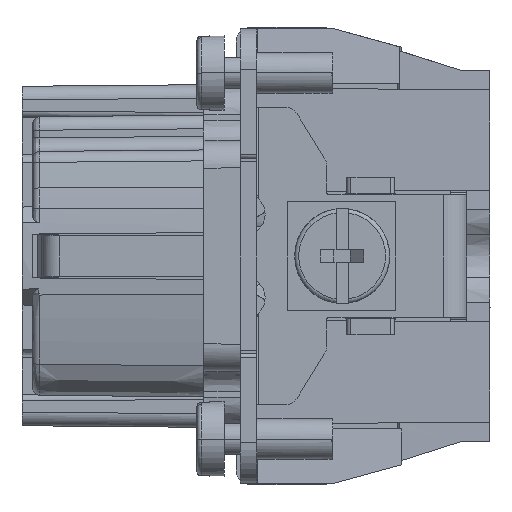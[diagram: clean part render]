
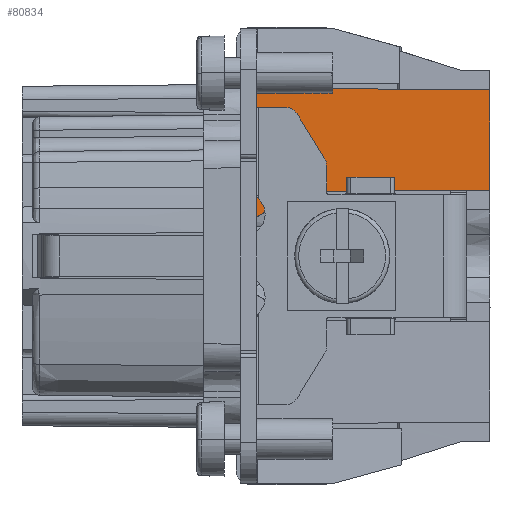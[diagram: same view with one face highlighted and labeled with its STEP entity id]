
A CAD part, left-side view. The second image highlights one B-rep face of the part: STEP entity #80834.
In plain terms, the highlighted planar face has unit normal (-1, -0.009, 0).
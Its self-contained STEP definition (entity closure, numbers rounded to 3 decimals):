
#8275=DIRECTION('',(-0.009,1.,0.009));
#8276=VECTOR('',#8275,17.41);
#8277=CARTESIAN_POINT('',(-31.494,-18.4,12.239));
#8278=LINE('',#8277,#8276);
#12822=DIRECTION('',(-0.009,1.,-0.009));
#12823=VECTOR('',#12822,15.851);
#12824=CARTESIAN_POINT('',(-31.494,-18.4,4.861));
#12825=LINE('',#12824,#12823);
#12826=CARTESIAN_POINT('',(-31.646,-0.997,
4.241));
#12827=CARTESIAN_POINT('',(-31.646,-0.997,
3.744));
#12828=CARTESIAN_POINT('',(-31.646,-1.,3.247));
#12829=CARTESIAN_POINT('',(-31.646,-1.,2.75));
#12831=DIRECTION('',(0.,0.001,1.));
#12832=VECTOR('',#12831,8.15);
#12833=CARTESIAN_POINT('',(-31.646,-0.997,
4.241));
#12834=LINE('',#12833,#12832);
#12898=DIRECTION('',(0.,0.,1.));
#12899=VECTOR('',#12898,7.379);
#12900=CARTESIAN_POINT('',(-31.494,-18.4,4.861));
#12901=LINE('',#12900,#12899);
#18296=DIRECTION('',(0.,0.,-1.));
#18297=VECTOR('',#18296,1.072);
#18298=CARTESIAN_POINT('',(-31.633,-2.55,4.722));
#18299=LINE('',#18298,#18297);
#21652=DIRECTION('',(-0.008,0.865,-0.502));
#21653=VECTOR('',#21652,1.792);
#21654=CARTESIAN_POINT('',(-31.633,-2.55,3.65));
#21655=LINE('',#21654,#21653);
#42912=CARTESIAN_POINT('',(-31.646,-0.991,
12.391));
#54081=VERTEX_POINT('',#42912);
#54180=CARTESIAN_POINT('',(-31.633,-2.55,3.65));
#54181=VERTEX_POINT('',#54180);
#54216=CARTESIAN_POINT('',(-31.646,-1.,2.75));
#54217=VERTEX_POINT('',#54216);
#54267=CARTESIAN_POINT('',(-31.646,-0.997,
4.241));
#54268=VERTEX_POINT('',#54267);
#54295=CARTESIAN_POINT('',(-31.633,-2.55,4.722));
#54296=VERTEX_POINT('',#54295);
#54512=CARTESIAN_POINT('',(-31.494,-18.4,4.861));
#54513=VERTEX_POINT('',#54512);
#54619=CARTESIAN_POINT('',(-31.494,-18.4,12.239));
#54620=VERTEX_POINT('',#54619);
#80815=CARTESIAN_POINT('',(-31.655,0.,13.6));
#80816=DIRECTION('',(-1.,-0.009,0.));
#80817=DIRECTION('',(0.,0.,-1.));
#80818=AXIS2_PLACEMENT_3D('',#80815,#80816,#80817);
#80819=PLANE('',#80818);
#80820=ORIENTED_EDGE('',*,*,#75207,.F.);
#80822=ORIENTED_EDGE('',*,*,#80821,.F.);
#80824=ORIENTED_EDGE('',*,*,#80823,.T.);
#80826=ORIENTED_EDGE('',*,*,#80825,.T.);
#80828=ORIENTED_EDGE('',*,*,#80827,.T.);
#80829=ORIENTED_EDGE('',*,*,#80798,.F.);
#80831=ORIENTED_EDGE('',*,*,#80830,.T.);
#80832=EDGE_LOOP('',(#80820,#80822,#80824,#80826,#80828,#80829,#80831));
#80833=FACE_OUTER_BOUND('',#80832,.F.);
#80834=ADVANCED_FACE('',(#80833),#80819,.T.);
#12830=B_SPLINE_CURVE_WITH_KNOTS('',3,(#12826,#12827,#12828,#12829),
.UNSPECIFIED.,.F.,.F.,(4,4),(0.,1.),.UNSPECIFIED.);
#75207=EDGE_CURVE('',#54620,#54081,#8278,.T.);
#80798=EDGE_CURVE('',#54268,#54217,#12830,.T.);
#80821=EDGE_CURVE('',#54513,#54620,#12901,.T.);
#80823=EDGE_CURVE('',#54513,#54296,#12825,.T.);
#80825=EDGE_CURVE('',#54296,#54181,#18299,.T.);
#80827=EDGE_CURVE('',#54181,#54217,#21655,.T.);
#80830=EDGE_CURVE('',#54268,#54081,#12834,.T.);
